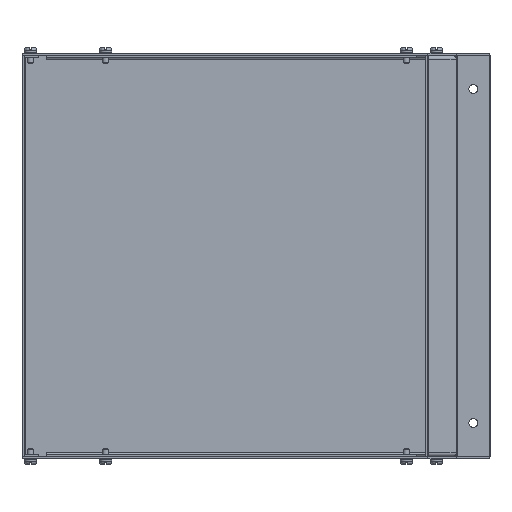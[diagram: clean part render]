
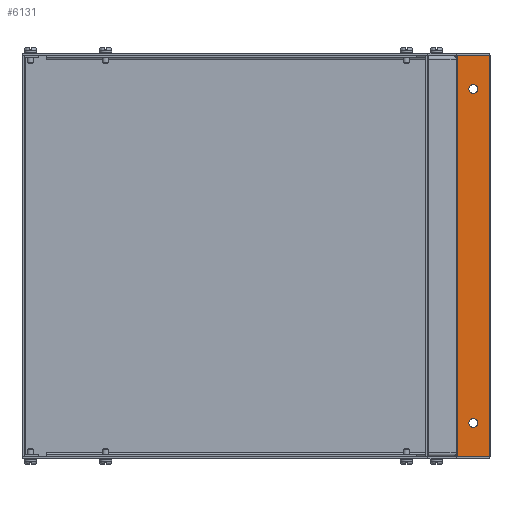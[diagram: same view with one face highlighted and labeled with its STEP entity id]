
A CAD part, front view. The second image highlights one B-rep face of the part: STEP entity #6131.
In plain terms, the highlighted planar face has unit normal (0, -1, 0).
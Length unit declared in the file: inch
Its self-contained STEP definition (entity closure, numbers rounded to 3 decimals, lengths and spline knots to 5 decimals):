
#389 = VERTEX_POINT ( 'NONE', #4007 ) ;
#393 = VECTOR ( 'NONE', #1704, 39.37008 ) ;
#530 = DIRECTION ( 'NONE',  ( 0., -1., 0. ) ) ;
#881 = ORIENTED_EDGE ( 'NONE', *, *, #9020, .F. ) ;
#1043 = VERTEX_POINT ( 'NONE', #3647 ) ;
#1406 = CARTESIAN_POINT ( 'NONE',  ( 7.42818, -5.14382, -11. ) ) ;
#1477 = VERTEX_POINT ( 'NONE', #14405 ) ;
#1494 = VERTEX_POINT ( 'NONE', #8219 ) ;
#1530 = CIRCLE ( 'NONE', #14881, 0.133 ) ;
#1704 = DIRECTION ( 'NONE',  ( 1., 0., 0. ) ) ;
#1805 = CARTESIAN_POINT ( 'NONE',  ( 7.42818, -5.14382, -11. ) ) ;
#1842 = EDGE_CURVE ( 'NONE', #1494, #5211, #2008, .T. ) ;
#2001 = EDGE_CURVE ( 'NONE', #1043, #6751, #2572, .T. ) ;
#2008 = LINE ( 'NONE', #11745, #12091 ) ;
#2572 = CIRCLE ( 'NONE', #9761, 0.133 ) ;
#3223 = FACE_BOUND ( 'NONE', #3294, .T. ) ;
#3294 = EDGE_LOOP ( 'NONE', ( #12748, #6871 ) ) ;
#3304 = DIRECTION ( 'NONE',  ( 0., 1., 0. ) ) ;
#3513 = EDGE_CURVE ( 'NONE', #8737, #389, #9238, .T. ) ;
#3647 = CARTESIAN_POINT ( 'NONE',  ( 7.56118, -5.14382, -1. ) ) ;
#4007 = CARTESIAN_POINT ( 'NONE',  ( 7.56118, -5.14382, -11. ) ) ;
#4078 = DIRECTION ( 'NONE',  ( -1., 0., 0. ) ) ;
#4105 = EDGE_LOOP ( 'NONE', ( #12086, #12805 ) ) ;
#4135 = CARTESIAN_POINT ( 'NONE',  ( 7.29518, -5.14382, -11. ) ) ;
#4443 = CARTESIAN_POINT ( 'NONE',  ( 7.42818, -5.14382, -1. ) ) ;
#5206 = DIRECTION ( 'NONE',  ( 0., -1., 0. ) ) ;
#5211 = VERTEX_POINT ( 'NONE', #9927 ) ;
#5278 = EDGE_CURVE ( 'NONE', #389, #8737, #9603, .T. ) ;
#5701 = DIRECTION ( 'NONE',  ( -1., 0., 0. ) ) ;
#6131 = ADVANCED_FACE ( 'NONE', ( #12883, #14240, #3223 ), #8128, .F. ) ;
#6168 = ORIENTED_EDGE ( 'NONE', *, *, #13352, .T. ) ;
#6467 = DIRECTION ( 'NONE',  ( -1., 0., 0. ) ) ;
#6751 = VERTEX_POINT ( 'NONE', #9075 ) ;
#6871 = ORIENTED_EDGE ( 'NONE', *, *, #5278, .F. ) ;
#6950 = EDGE_CURVE ( 'NONE', #1477, #1494, #13326, .T. ) ;
#7206 = CARTESIAN_POINT ( 'NONE',  ( 7.92818, -5.14382, 0. ) ) ;
#7740 = LINE ( 'NONE', #12640, #393 ) ;
#8128 = PLANE ( 'NONE',  #14241 ) ;
#8219 = CARTESIAN_POINT ( 'NONE',  ( 7.92818, -5.14382, -12. ) ) ;
#8737 = VERTEX_POINT ( 'NONE', #4135 ) ;
#8873 = ORIENTED_EDGE ( 'NONE', *, *, #6950, .F. ) ;
#8989 = ORIENTED_EDGE ( 'NONE', *, *, #1842, .F. ) ;
#9020 = EDGE_CURVE ( 'NONE', #9493, #1477, #7740, .T. ) ;
#9075 = CARTESIAN_POINT ( 'NONE',  ( 7.29518, -5.14382, -1. ) ) ;
#9238 = CIRCLE ( 'NONE', #15136, 0.133 ) ;
#9493 = VERTEX_POINT ( 'NONE', #12190 ) ;
#9603 = CIRCLE ( 'NONE', #12943, 0.133 ) ;
#9691 = DIRECTION ( 'NONE',  ( 1., 0., 0. ) ) ;
#9722 = DIRECTION ( 'NONE',  ( 0., 0., -1. ) ) ;
#9761 = AXIS2_PLACEMENT_3D ( 'NONE', #4443, #12098, #14190 ) ;
#9856 = EDGE_LOOP ( 'NONE', ( #6168, #8989, #8873, #881 ) ) ;
#9927 = CARTESIAN_POINT ( 'NONE',  ( 6.94168, -5.14382, -12. ) ) ;
#10923 = LINE ( 'NONE', #15825, #11523 ) ;
#10970 = EDGE_CURVE ( 'NONE', #6751, #1043, #1530, .T. ) ;
#11139 = DIRECTION ( 'NONE',  ( 0., -1., 0. ) ) ;
#11179 = VECTOR ( 'NONE', #12116, 39.37008 ) ;
#11402 = CARTESIAN_POINT ( 'NONE',  ( 7.42818, -5.14382, -1. ) ) ;
#11523 = VECTOR ( 'NONE', #9722, 39.37008 ) ;
#11745 = CARTESIAN_POINT ( 'NONE',  ( 7.92818, -5.14382, -12. ) ) ;
#12086 = ORIENTED_EDGE ( 'NONE', *, *, #10970, .F. ) ;
#12091 = VECTOR ( 'NONE', #5701, 39.37008 ) ;
#12098 = DIRECTION ( 'NONE',  ( 0., -1., 0. ) ) ;
#12116 = DIRECTION ( 'NONE',  ( 0., 0., -1. ) ) ;
#12190 = CARTESIAN_POINT ( 'NONE',  ( 6.94168, -5.14382, 0. ) ) ;
#12640 = CARTESIAN_POINT ( 'NONE',  ( 7.92818, -5.14382, 0. ) ) ;
#12748 = ORIENTED_EDGE ( 'NONE', *, *, #3513, .F. ) ;
#12805 = ORIENTED_EDGE ( 'NONE', *, *, #2001, .F. ) ;
#12883 = FACE_OUTER_BOUND ( 'NONE', #9856, .T. ) ;
#12943 = AXIS2_PLACEMENT_3D ( 'NONE', #1805, #530, #6467 ) ;
#13326 = LINE ( 'NONE', #7206, #11179 ) ;
#13352 = EDGE_CURVE ( 'NONE', #9493, #5211, #10923, .T. ) ;
#13714 = DIRECTION ( 'NONE',  ( -1., 0., 0. ) ) ;
#14190 = DIRECTION ( 'NONE',  ( -1., 0., 0. ) ) ;
#14240 = FACE_BOUND ( 'NONE', #4105, .T. ) ;
#14241 = AXIS2_PLACEMENT_3D ( 'NONE', #14321, #3304, #9691 ) ;
#14321 = CARTESIAN_POINT ( 'NONE',  ( 7.92818, -5.14382, 0. ) ) ;
#14405 = CARTESIAN_POINT ( 'NONE',  ( 7.92818, -5.14382, 0. ) ) ;
#14881 = AXIS2_PLACEMENT_3D ( 'NONE', #11402, #5206, #4078 ) ;
#15136 = AXIS2_PLACEMENT_3D ( 'NONE', #1406, #11139, #13714 ) ;
#15825 = CARTESIAN_POINT ( 'NONE',  ( 6.94168, -5.14382, 0. ) ) ;
